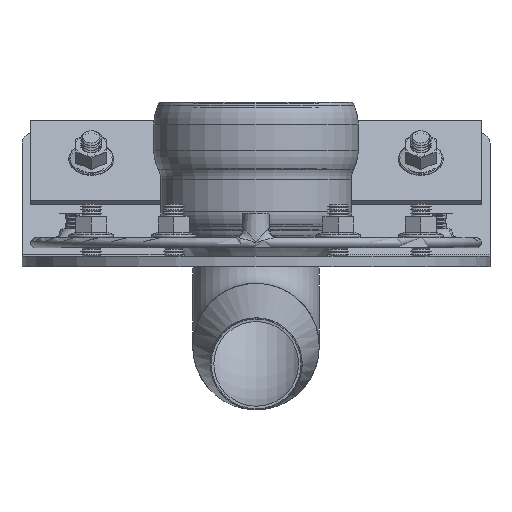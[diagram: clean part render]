
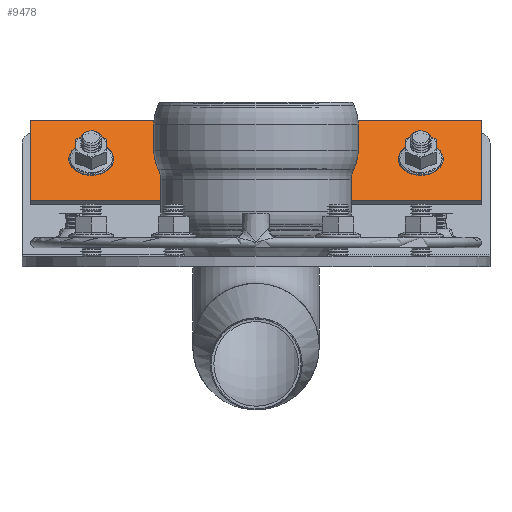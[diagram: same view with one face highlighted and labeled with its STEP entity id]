
A CAD part, front view. The second image highlights one B-rep face of the part: STEP entity #9478.
In plain terms, the highlighted planar face has unit normal (0, -0.707, 0.707).
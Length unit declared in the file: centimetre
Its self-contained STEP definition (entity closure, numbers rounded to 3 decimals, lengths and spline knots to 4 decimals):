
#90=FACE_BOUND('',#3101,.T.);
#91=FACE_BOUND('',#3102,.T.);
#849=LINE('',#18300,#1363);
#852=LINE('',#18305,#1366);
#855=LINE('',#18321,#1369);
#857=LINE('',#18324,#1371);
#1363=VECTOR('',#13452,1.);
#1366=VECTOR('',#13457,1.);
#1369=VECTOR('',#13476,1.);
#1371=VECTOR('',#13480,1.);
#2380=FACE_OUTER_BOUND('',#3100,.T.);
#3100=EDGE_LOOP('',(#8083,#8084,#8085,#8086));
#3101=EDGE_LOOP('',(#8087));
#3102=EDGE_LOOP('',(#8088));
#3817=CIRCLE('',#10690,8.);
#3818=CIRCLE('',#10692,8.);
#4494=VERTEX_POINT('',#18297);
#4495=VERTEX_POINT('',#18299);
#4496=VERTEX_POINT('',#18303);
#4499=VERTEX_POINT('',#18312);
#4500=VERTEX_POINT('',#18316);
#4501=VERTEX_POINT('',#18320);
#5714=EDGE_CURVE('',#4495,#4494,#849,.T.);
#5717=EDGE_CURVE('',#4494,#4496,#852,.T.);
#5720=EDGE_CURVE('',#4499,#4499,#3817,.T.);
#5722=EDGE_CURVE('',#4500,#4500,#3818,.T.);
#5724=EDGE_CURVE('',#4501,#4495,#855,.T.);
#5726=EDGE_CURVE('',#4496,#4501,#857,.T.);
#8083=ORIENTED_EDGE('',*,*,#5717,.T.);
#8084=ORIENTED_EDGE('',*,*,#5726,.T.);
#8085=ORIENTED_EDGE('',*,*,#5724,.T.);
#8086=ORIENTED_EDGE('',*,*,#5714,.T.);
#8087=ORIENTED_EDGE('',*,*,#5722,.T.);
#8088=ORIENTED_EDGE('',*,*,#5720,.T.);
#8912=PLANE('',#10695);
#9478=ADVANCED_FACE('',(#2380,#90,#91),#8912,.T.);
#10690=AXIS2_PLACEMENT_3D('',#18313,#13466,#13467);
#10692=AXIS2_PLACEMENT_3D('',#18317,#13471,#13472);
#10695=AXIS2_PLACEMENT_3D('',#18325,#13481,#13482);
#13452=DIRECTION('',(-1.,0.,0.));
#13457=DIRECTION('',(0.,-0.707,-0.707));
#13466=DIRECTION('center_axis',(0.,0.707,-0.707));
#13467=DIRECTION('ref_axis',(1.,0.,0.));
#13471=DIRECTION('center_axis',(0.,0.707,-0.707));
#13472=DIRECTION('ref_axis',(1.,0.,0.));
#13476=DIRECTION('',(0.,0.707,0.707));
#13480=DIRECTION('',(1.,0.,0.));
#13481=DIRECTION('center_axis',(0.,-0.707,0.707));
#13482=DIRECTION('ref_axis',(1.,0.,0.));
#18297=CARTESIAN_POINT('',(-130.1019,199.56,145.5094));
#18299=CARTESIAN_POINT('',(129.8981,199.56,145.5094));
#18300=CARTESIAN_POINT('',(129.8981,199.56,145.5094));
#18303=CARTESIAN_POINT('',(-130.1019,153.598,99.5475));
#18305=CARTESIAN_POINT('',(-130.1019,199.56,145.5094));
#18312=CARTESIAN_POINT('',(-103.1019,176.579,122.5284));
#18313=CARTESIAN_POINT('Origin',(-95.1019,176.579,122.5284));
#18316=CARTESIAN_POINT('',(86.8981,176.579,122.5284));
#18317=CARTESIAN_POINT('Origin',(94.8981,176.579,122.5284));
#18320=CARTESIAN_POINT('',(129.8981,153.598,99.5475));
#18321=CARTESIAN_POINT('',(129.8981,153.598,99.5475));
#18324=CARTESIAN_POINT('',(-130.1019,153.598,99.5475));
#18325=CARTESIAN_POINT('Origin',(-0.1019,176.579,122.5284));
